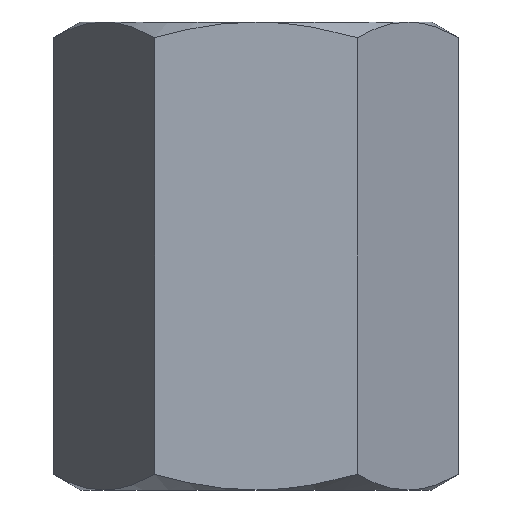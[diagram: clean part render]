
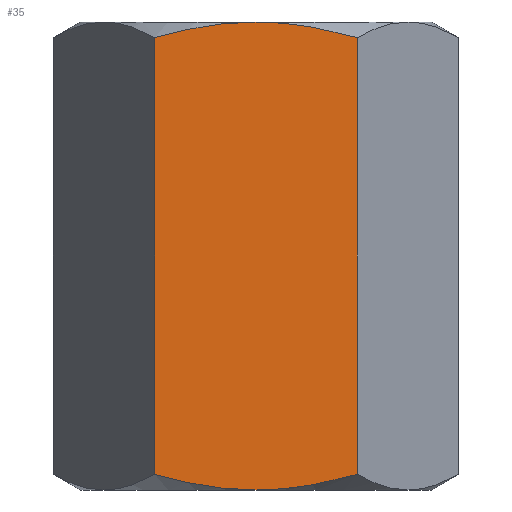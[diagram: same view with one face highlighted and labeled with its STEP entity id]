
A CAD part, left-side view. The second image highlights one B-rep face of the part: STEP entity #35.
In plain terms, the highlighted planar face has unit normal (-1, 0, 0).
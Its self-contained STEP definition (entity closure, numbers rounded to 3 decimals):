
#35 = ADVANCED_FACE ( 'NONE', ( #1309 ), #3367, .F. ) ;
#875 = B_SPLINE_CURVE_WITH_KNOTS ( 'NONE', 3,
 ( #2699, #2688, #2687, #2686, #2685, #2684 ),
 .UNSPECIFIED., .F., .F.,
 ( 4, 2, 4 ),
 ( 0.002, 0.003, 0.004 ),
 .UNSPECIFIED. ) ;
#876 = B_SPLINE_CURVE_WITH_KNOTS ( 'NONE', 3,
 ( #2715, #2709, #2708, #2706, #2705, #2704 ),
 .UNSPECIFIED., .F., .F.,
 ( 4, 2, 4 ),
 ( 0.004, 0.004, 0.005 ),
 .UNSPECIFIED. ) ;
#879 = B_SPLINE_CURVE_WITH_KNOTS ( 'NONE', 3,
 ( #2742, #2725, #2724, #2722, #2721, #2720 ),
 .UNSPECIFIED., .F., .F.,
 ( 4, 2, 4 ),
 ( 0.004, 0.004, 0.005 ),
 .UNSPECIFIED. ) ;
#880 = B_SPLINE_CURVE_WITH_KNOTS ( 'NONE', 3,
 ( #2680, #2673, #2672, #2671, #2670, #2669 ),
 .UNSPECIFIED., .F., .F.,
 ( 4, 2, 4 ),
 ( 0.002, 0.003, 0.004 ),
 .UNSPECIFIED. ) ;
#968 = ORIENTED_EDGE ( 'NONE', *, *, #1533, .F. ) ;
#969 = ORIENTED_EDGE ( 'NONE', *, *, #1532, .T. ) ;
#970 = ORIENTED_EDGE ( 'NONE', *, *, #1529, .T. ) ;
#971 = ORIENTED_EDGE ( 'NONE', *, *, #1528, .T. ) ;
#972 = ORIENTED_EDGE ( 'NONE', *, *, #1526, .F. ) ;
#973 = ORIENTED_EDGE ( 'NONE', *, *, #1535, .F. ) ;
#1178 = EDGE_LOOP ( 'NONE', ( #968, #969, #970, #971, #972, #973 ) ) ;
#1309 = FACE_OUTER_BOUND ( 'NONE', #1178, .T. ) ;
#1350 = VECTOR ( 'NONE', #2712, 1000. ) ;
#1356 = VECTOR ( 'NONE', #2681, 1000. ) ;
#1357 = LINE ( 'NONE', #2682, #1356 ) ;
#1358 = LINE ( 'NONE', #2713, #1350 ) ;
#1526 = EDGE_CURVE ( 'NONE', #2024, #1945, #879, .T. ) ;
#1528 = EDGE_CURVE ( 'NONE', #1929, #1945, #1358, .T. ) ;
#1529 = EDGE_CURVE ( 'NONE', #2109, #1929, #876, .T. ) ;
#1532 = EDGE_CURVE ( 'NONE', #2044, #2109, #875, .T. ) ;
#1533 = EDGE_CURVE ( 'NONE', #2044, #2039, #1357, .T. ) ;
#1535 = EDGE_CURVE ( 'NONE', #2039, #2024, #880, .T. ) ;
#1695 = AXIS2_PLACEMENT_3D ( 'NONE', #3336, #3353, #3355 ) ;
#1758 = CARTESIAN_POINT ( 'NONE',  ( -2.25, 0., 3. ) ) ;
#1767 = CARTESIAN_POINT ( 'NONE',  ( -2.25, -1.299, 2.799 ) ) ;
#1831 = CARTESIAN_POINT ( 'NONE',  ( -2.25, 1.299, 2.799 ) ) ;
#1864 = CARTESIAN_POINT ( 'NONE',  ( -2.25, 0., -3. ) ) ;
#1867 = CARTESIAN_POINT ( 'NONE',  ( -2.25, -1.299, -2.799 ) ) ;
#1894 = CARTESIAN_POINT ( 'NONE',  ( -2.25, 1.299, -2.799 ) ) ;
#1929 = VERTEX_POINT ( 'NONE', #1831 ) ;
#1945 = VERTEX_POINT ( 'NONE', #1894 ) ;
#2024 = VERTEX_POINT ( 'NONE', #1864 ) ;
#2039 = VERTEX_POINT ( 'NONE', #1867 ) ;
#2044 = VERTEX_POINT ( 'NONE', #1767 ) ;
#2109 = VERTEX_POINT ( 'NONE', #1758 ) ;
#2669 = CARTESIAN_POINT ( 'NONE',  ( -2.25, 0., -3. ) ) ;
#2670 = CARTESIAN_POINT ( 'NONE',  ( -2.25, -0.22, -3. ) ) ;
#2671 = CARTESIAN_POINT ( 'NONE',  ( -2.25, -0.438, -2.981 ) ) ;
#2672 = CARTESIAN_POINT ( 'NONE',  ( -2.25, -0.871, -2.911 ) ) ;
#2673 = CARTESIAN_POINT ( 'NONE',  ( -2.25, -1.088, -2.86 ) ) ;
#2680 = CARTESIAN_POINT ( 'NONE',  ( -2.25, -1.299, -2.799 ) ) ;
#2681 = DIRECTION ( 'NONE',  ( 0., 0., -1. ) ) ;
#2682 = CARTESIAN_POINT ( 'NONE',  ( -2.25, -1.299, 3. ) ) ;
#2684 = CARTESIAN_POINT ( 'NONE',  ( -2.25, 0., 3. ) ) ;
#2685 = CARTESIAN_POINT ( 'NONE',  ( -2.25, -0.22, 3. ) ) ;
#2686 = CARTESIAN_POINT ( 'NONE',  ( -2.25, -0.438, 2.981 ) ) ;
#2687 = CARTESIAN_POINT ( 'NONE',  ( -2.25, -0.871, 2.911 ) ) ;
#2688 = CARTESIAN_POINT ( 'NONE',  ( -2.25, -1.087, 2.86 ) ) ;
#2699 = CARTESIAN_POINT ( 'NONE',  ( -2.25, -1.299, 2.799 ) ) ;
#2704 = CARTESIAN_POINT ( 'NONE',  ( -2.25, 1.299, 2.799 ) ) ;
#2705 = CARTESIAN_POINT ( 'NONE',  ( -2.25, 1.089, 2.86 ) ) ;
#2706 = CARTESIAN_POINT ( 'NONE',  ( -2.25, 0.876, 2.91 ) ) ;
#2708 = CARTESIAN_POINT ( 'NONE',  ( -2.25, 0.443, 2.981 ) ) ;
#2709 = CARTESIAN_POINT ( 'NONE',  ( -2.25, 0.22, 3. ) ) ;
#2712 = DIRECTION ( 'NONE',  ( 0., 0., -1. ) ) ;
#2713 = CARTESIAN_POINT ( 'NONE',  ( -2.25, 1.299, 3. ) ) ;
#2715 = CARTESIAN_POINT ( 'NONE',  ( -2.25, 0., 3. ) ) ;
#2720 = CARTESIAN_POINT ( 'NONE',  ( -2.25, 1.299, -2.799 ) ) ;
#2721 = CARTESIAN_POINT ( 'NONE',  ( -2.25, 1.089, -2.86 ) ) ;
#2722 = CARTESIAN_POINT ( 'NONE',  ( -2.25, 0.876, -2.91 ) ) ;
#2724 = CARTESIAN_POINT ( 'NONE',  ( -2.25, 0.443, -2.981 ) ) ;
#2725 = CARTESIAN_POINT ( 'NONE',  ( -2.25, 0.22, -3. ) ) ;
#2742 = CARTESIAN_POINT ( 'NONE',  ( -2.25, 0., -3. ) ) ;
#3336 = CARTESIAN_POINT ( 'NONE',  ( -2.25, 1.299, 3. ) ) ;
#3353 = DIRECTION ( 'NONE',  ( 1., 0., 0. ) ) ;
#3355 = DIRECTION ( 'NONE',  ( 0., 0., -1. ) ) ;
#3367 = PLANE ( 'NONE',  #1695 ) ;
